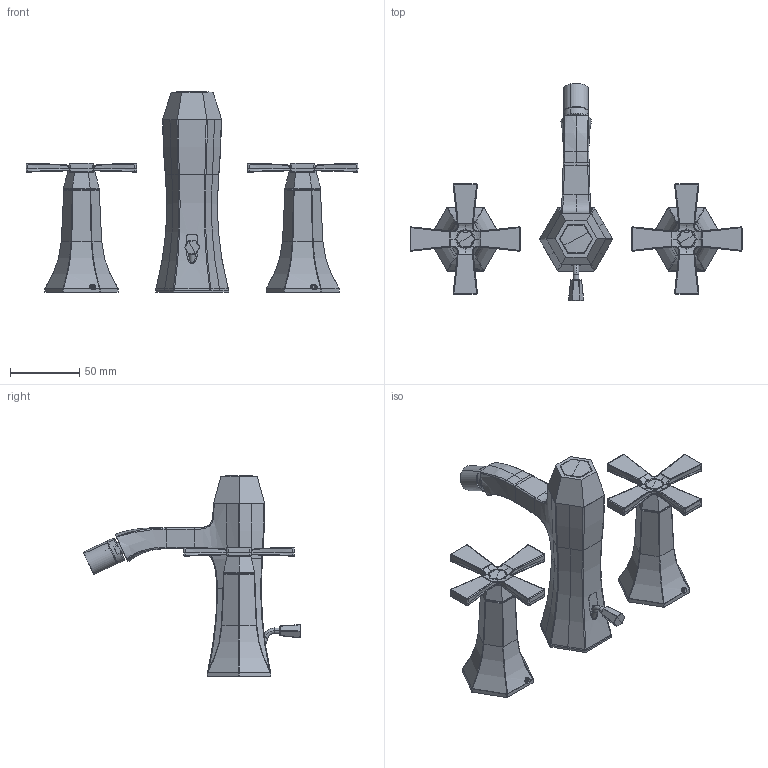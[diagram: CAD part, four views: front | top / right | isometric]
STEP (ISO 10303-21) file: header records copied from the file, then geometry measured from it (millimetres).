
FILE_DESCRIPTION(('CATIA V5 STEP Exchange','CAx-IF Rec.Pracs.--- Model Styling and Organization---1.5--- 2016-08-15','CAx-IF Rec.Pracs.---Supplemental Geometry---1.0---2011-11-01','CAx-IF Rec.Pracs.--- Composite Materials ---3.4---2017-06-13','CAx-IF Rec.Pracs.---Tessellated 3D Geometry---1.0---2015-12-17'),'2;1');
FILE_NAME('CX001220.stp','2024-07-02T12:20:54+00:00',('none'),('none'),'CATIA Version 5-6 Release 2020 SP2','CATIA V5 STEP AP242 v2','none');
FILE_SCHEMA(('AP242_MANAGED_MODEL_BASED_3D_ENGINEERING_MIM_LF {1 0 10303 442 1 1 4}'));
Length unit declared in the file: millimetre
Products named in the file (1): PR.0285.02_AllCATPart
Bounding box: 240.14 x 157.18 x 145.38 mm (x, y, z)
Volume: 86634.8 mm3; surface area: 98729.9 mm2
Topology: 16 solids, 637 shells, 1918 faces, 6531 edges, 5184 vertices
Faces by surface type: cylinder 498, plane 480, bspline 470, cone 238, sphere 126, torus 106
Entity records: 111502 total; most frequent: CARTESIAN_POINT 63884, ORIENTED_EDGE 9504, EDGE_CURVE 6403, DIRECTION 5891, VERTEX_POINT 5184, B_SPLINE_CURVE_WITH_KNOTS 2940, AXIS2_PLACEMENT_3D 2575, VECTOR 2103
